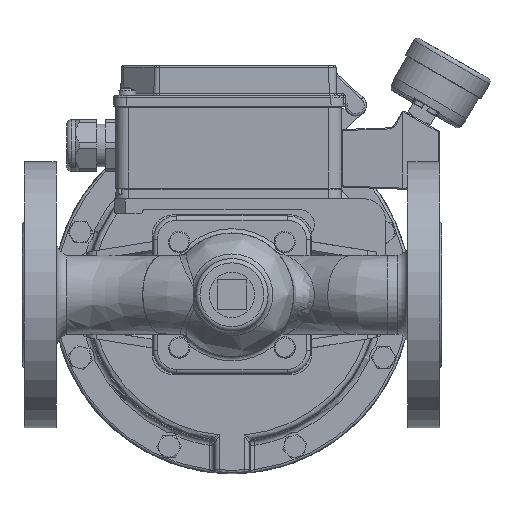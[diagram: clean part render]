
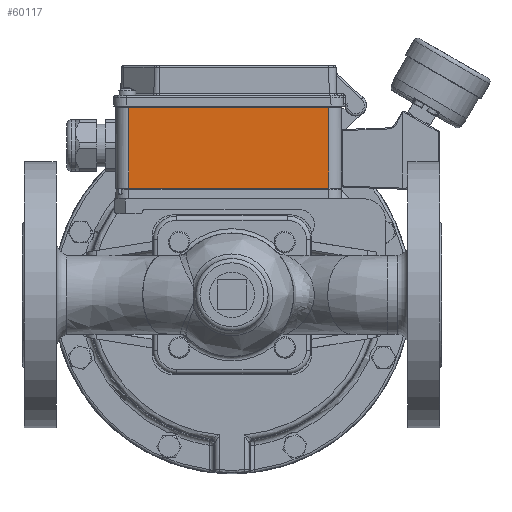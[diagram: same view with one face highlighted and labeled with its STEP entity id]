
A CAD part, front view. The second image highlights one B-rep face of the part: STEP entity #60117.
In plain terms, the highlighted planar face has unit normal (0, -1, -0.018).
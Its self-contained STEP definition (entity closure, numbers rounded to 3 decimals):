
#5265=PLANE('',#64211);
#8246=FACE_OUTER_BOUND('',#11873,.T.);
#11873=EDGE_LOOP('',(#43589,#43590,#43591,#43592));
#15395=LINE('',#100440,#19176);
#15715=LINE('',#105482,#19496);
#15918=LINE('',#108888,#19699);
#15919=LINE('',#108889,#19700);
#19176=VECTOR('',#71953,94.);
#19496=VECTOR('',#72745,94.);
#19699=VECTOR('',#73182,37.803);
#19700=VECTOR('',#73183,37.803);
#25186=VERTEX_POINT('',#100431);
#25189=VERTEX_POINT('',#100438);
#25669=VERTEX_POINT('',#105478);
#25670=VERTEX_POINT('',#105480);
#31349=EDGE_CURVE('',#25186,#25189,#15395,.T.);
#31990=EDGE_CURVE('',#25669,#25670,#15715,.T.);
#32219=EDGE_CURVE('',#25189,#25669,#15918,.T.);
#32220=EDGE_CURVE('',#25670,#25186,#15919,.T.);
#43589=ORIENTED_EDGE('',*,*,#32219,.T.);
#43590=ORIENTED_EDGE('',*,*,#31990,.T.);
#43591=ORIENTED_EDGE('',*,*,#32220,.T.);
#43592=ORIENTED_EDGE('',*,*,#31349,.T.);
#60117=ADVANCED_FACE('',(#8246),#5265,.T.);
#64211=AXIS2_PLACEMENT_3D('',#108887,#73180,#73181);
#71953=DIRECTION('',(1.,0.,0.));
#72745=DIRECTION('',(-1.,0.,0.));
#73180=DIRECTION('center_axis',(0.,-1.,
-0.018));
#73181=DIRECTION('ref_axis',(0.,0.018,-1.));
#73182=DIRECTION('',(0.,-0.018,1.));
#73183=DIRECTION('',(0.,0.018,-1.));
#100431=CARTESIAN_POINT('',(-44.979,126.252,50.05));
#100438=CARTESIAN_POINT('',(49.021,126.252,50.05));
#100440=CARTESIAN_POINT('',(-50.979,126.252,50.05));
#105478=CARTESIAN_POINT('',(49.021,125.558,87.846));
#105480=CARTESIAN_POINT('',(-44.979,125.558,87.846));
#105482=CARTESIAN_POINT('',(-44.979,125.558,87.846));
#108887=CARTESIAN_POINT('Origin',(-50.979,126.252,50.05));
#108888=CARTESIAN_POINT('',(49.021,126.252,50.05));
#108889=CARTESIAN_POINT('',(-44.979,126.252,50.05));
